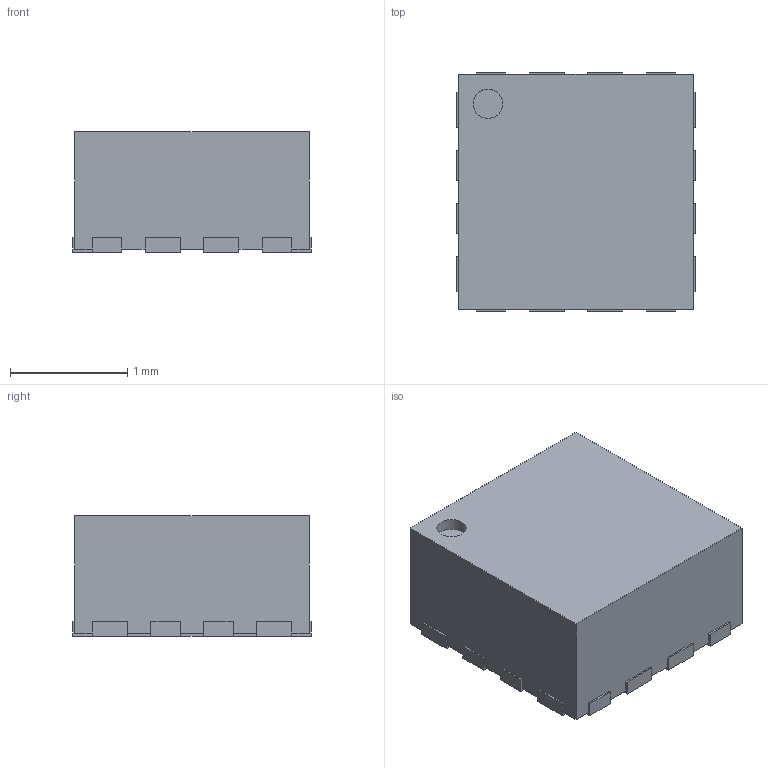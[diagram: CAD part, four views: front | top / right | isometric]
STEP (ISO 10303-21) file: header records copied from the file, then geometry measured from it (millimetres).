
FILE_DESCRIPTION(/* description */ ('STEP AP214'),/* implementation_level */ '2;1');
FILE_NAME(/* name */ '60526c29c64bf6153b4a43af',/* time_stamp */ '2021-03-17T20:52:58+00:00',/* author */ (''),/* organization */ (''),/* preprocessor_version */ 'ST-DEVELOPER v18.1',/* originating_system */ ' ',/* authorisation */ ' ');
FILE_SCHEMA (('AUTOMOTIVE_DESIGN {1 0 10303 214 3 1 1}'));
Length unit declared in the file: metre
Products named in the file (1): LM7310
Bounding box: 2.03 x 2.03 x 1.02 mm (x, y, z)
Volume: 4.1 mm3; surface area: 16.8 mm2
Topology: 1 solids, 1 shells, 88 faces, 255 edges, 170 vertices
Faces by surface type: plane 83, cylinder 5
Full cylindrical faces by diameter (mm): 0.25 x1
Entity records: 3408 total; most frequent: CARTESIAN_POINT 513, ORIENTED_EDGE 508, DIRECTION 442, EDGE_CURVE 254, LINE 244, VECTOR 244, VERTEX_POINT 170, AXIS2_PLACEMENT_3D 99
